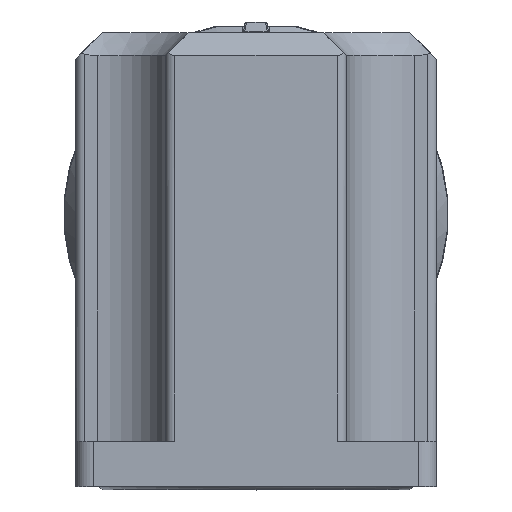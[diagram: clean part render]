
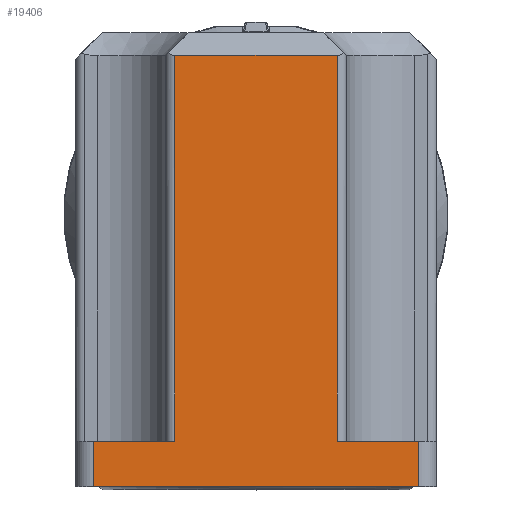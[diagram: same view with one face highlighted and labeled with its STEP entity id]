
A CAD part, top view. The second image highlights one B-rep face of the part: STEP entity #19406.
In plain terms, the highlighted planar face has unit normal (0, 0, 1).
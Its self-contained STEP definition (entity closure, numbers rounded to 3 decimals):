
#5097=DIRECTION('',(1.,0.,0.));
#5098=VECTOR('',#5097,18.);
#5099=CARTESIAN_POINT('',(-9.,17.5,29.5));
#5100=LINE('',#5099,#5098);
#5188=DIRECTION('',(-1.,0.,0.));
#5189=VECTOR('',#5188,9.);
#5190=CARTESIAN_POINT('',(18.,-25.2,29.5));
#5191=LINE('',#5190,#5189);
#5209=DIRECTION('',(0.,-1.,0.));
#5210=VECTOR('',#5209,5.);
#5211=CARTESIAN_POINT('',(-18.,-25.2,29.5));
#5212=LINE('',#5211,#5210);
#5213=DIRECTION('',(0.,-1.,0.));
#5214=VECTOR('',#5213,42.7);
#5215=CARTESIAN_POINT('',(-9.,17.5,29.5));
#5216=LINE('',#5215,#5214);
#5217=DIRECTION('',(0.,1.,0.));
#5218=VECTOR('',#5217,42.7);
#5219=CARTESIAN_POINT('',(9.,-25.2,29.5));
#5220=LINE('',#5219,#5218);
#5221=DIRECTION('',(0.,-1.,0.));
#5222=VECTOR('',#5221,5.);
#5223=CARTESIAN_POINT('',(18.,-25.2,29.5));
#5224=LINE('',#5223,#5222);
#5254=DIRECTION('',(1.,0.,0.));
#5255=VECTOR('',#5254,36.);
#5256=CARTESIAN_POINT('',(-18.,-30.2,29.5));
#5257=LINE('',#5256,#5255);
#5531=DIRECTION('',(-1.,0.,0.));
#5532=VECTOR('',#5531,9.);
#5533=CARTESIAN_POINT('',(-9.,-25.2,29.5));
#5534=LINE('',#5533,#5532);
#12016=CARTESIAN_POINT('',(-9.,-25.2,29.5));
#12018=VERTEX_POINT('',#12016);
#12021=CARTESIAN_POINT('',(9.,-25.2,29.5));
#12023=VERTEX_POINT('',#12021);
#12052=CARTESIAN_POINT('',(-9.,17.5,29.5));
#12053=VERTEX_POINT('',#12052);
#12054=CARTESIAN_POINT('',(9.,17.5,29.5));
#12055=VERTEX_POINT('',#12054);
#12060=CARTESIAN_POINT('',(-18.,-25.2,29.5));
#12061=CARTESIAN_POINT('',(-18.,-30.2,29.5));
#12062=VERTEX_POINT('',#12060);
#12063=VERTEX_POINT('',#12061);
#12064=CARTESIAN_POINT('',(18.,-25.2,29.5));
#12065=CARTESIAN_POINT('',(18.,-30.2,29.5));
#12066=VERTEX_POINT('',#12064);
#12067=VERTEX_POINT('',#12065);
#19386=CARTESIAN_POINT('',(-20.,-30.2,29.5));
#19387=DIRECTION('',(0.,0.,1.));
#19388=DIRECTION('',(1.,0.,0.));
#19389=AXIS2_PLACEMENT_3D('',#19386,#19387,#19388);
#19390=PLANE('',#19389);
#19392=ORIENTED_EDGE('',*,*,#19391,.F.);
#19394=ORIENTED_EDGE('',*,*,#19393,.F.);
#19396=ORIENTED_EDGE('',*,*,#19395,.F.);
#19397=ORIENTED_EDGE('',*,*,#19256,.T.);
#19399=ORIENTED_EDGE('',*,*,#19398,.F.);
#19400=ORIENTED_EDGE('',*,*,#19350,.F.);
#19401=ORIENTED_EDGE('',*,*,#19376,.T.);
#19403=ORIENTED_EDGE('',*,*,#19402,.F.);
#19404=EDGE_LOOP('',(#19392,#19394,#19396,#19397,#19399,#19400,#19401,#19403));
#19405=FACE_OUTER_BOUND('',#19404,.F.);
#19256=EDGE_CURVE('',#12053,#12055,#5100,.T.);
#19350=EDGE_CURVE('',#12066,#12023,#5191,.T.);
#19376=EDGE_CURVE('',#12066,#12067,#5224,.T.);
#19391=EDGE_CURVE('',#12062,#12063,#5212,.T.);
#19393=EDGE_CURVE('',#12018,#12062,#5534,.T.);
#19395=EDGE_CURVE('',#12053,#12018,#5216,.T.);
#19398=EDGE_CURVE('',#12023,#12055,#5220,.T.);
#19402=EDGE_CURVE('',#12063,#12067,#5257,.T.);
#19406=ADVANCED_FACE('',(#19405),#19390,.T.);
